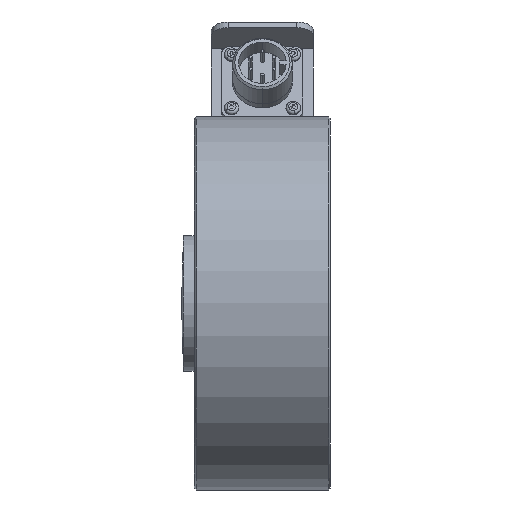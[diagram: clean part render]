
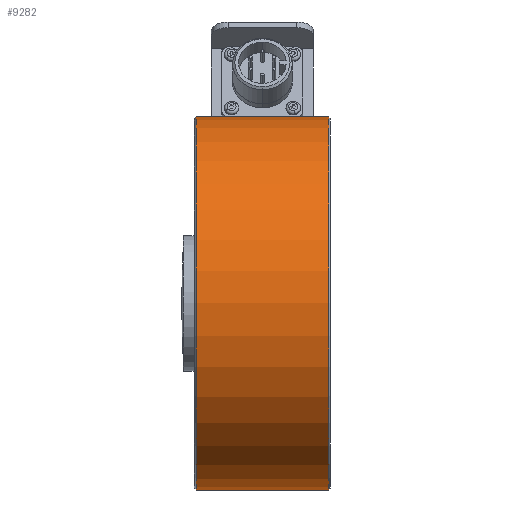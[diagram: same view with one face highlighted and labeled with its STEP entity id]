
A CAD part, left-side view. The second image highlights one B-rep face of the part: STEP entity #9282.
In plain terms, the highlighted cylindrical face has radius 69.596 mm (diameter 139.192 mm), a partial arc.
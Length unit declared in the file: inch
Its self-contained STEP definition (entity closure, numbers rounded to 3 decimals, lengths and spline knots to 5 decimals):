
#269 = DIRECTION ( 'NONE',  ( 0., 1., 0. ) ) ;
#305 = CIRCLE ( 'NONE', #8489, 2.74 ) ;
#370 = DIRECTION ( 'NONE',  ( 0., -1., 0. ) ) ;
#735 = EDGE_CURVE ( 'NONE', #5682, #7720, #3232, .T. ) ;
#1051 = CYLINDRICAL_SURFACE ( 'NONE', #2211, 2.74 ) ;
#1248 = CARTESIAN_POINT ( 'NONE',  ( 0., 1.975, 2.74 ) ) ;
#2211 = AXIS2_PLACEMENT_3D ( 'NONE', #6119, #2671, #6159 ) ;
#2565 = VECTOR ( 'NONE', #370, 39.37008 ) ;
#2671 = DIRECTION ( 'NONE',  ( 0., -1., 0. ) ) ;
#2761 = LINE ( 'NONE', #9204, #8771 ) ;
#2763 = VERTEX_POINT ( 'NONE', #3762 ) ;
#3177 = DIRECTION ( 'NONE',  ( 0., 0., 1. ) ) ;
#3232 = LINE ( 'NONE', #7513, #2565 ) ;
#3262 = CARTESIAN_POINT ( 'NONE',  ( 0., 0.025, 2.74 ) ) ;
#3302 = CARTESIAN_POINT ( 'NONE',  ( 0., 1.975, 0. ) ) ;
#3615 = AXIS2_PLACEMENT_3D ( 'NONE', #6760, #269, #3177 ) ;
#3760 = ORIENTED_EDGE ( 'NONE', *, *, #735, .F. ) ;
#3762 = CARTESIAN_POINT ( 'NONE',  ( 0., 1.975, -2.74 ) ) ;
#4446 = ORIENTED_EDGE ( 'NONE', *, *, #5846, .T. ) ;
#4690 = DIRECTION ( 'NONE',  ( 0., 0., 1. ) ) ;
#5173 = FACE_OUTER_BOUND ( 'NONE', #9261, .T. ) ;
#5231 = VERTEX_POINT ( 'NONE', #6130 ) ;
#5682 = VERTEX_POINT ( 'NONE', #1248 ) ;
#5846 = EDGE_CURVE ( 'NONE', #2763, #5231, #2761, .T. ) ;
#6119 = CARTESIAN_POINT ( 'NONE',  ( 0., 2.159, 0. ) ) ;
#6130 = CARTESIAN_POINT ( 'NONE',  ( 0., 0.025, -2.74 ) ) ;
#6155 = ORIENTED_EDGE ( 'NONE', *, *, #8109, .T. ) ;
#6159 = DIRECTION ( 'NONE',  ( 0., 0., -1. ) ) ;
#6343 = DIRECTION ( 'NONE',  ( 0., -1., 0. ) ) ;
#6609 = CIRCLE ( 'NONE', #3615, 2.74 ) ;
#6760 = CARTESIAN_POINT ( 'NONE',  ( 0., 0.025, 0. ) ) ;
#6892 = DIRECTION ( 'NONE',  ( 0., -1., 0. ) ) ;
#7513 = CARTESIAN_POINT ( 'NONE',  ( 0., 2.159, 2.74 ) ) ;
#7720 = VERTEX_POINT ( 'NONE', #3262 ) ;
#7759 = EDGE_CURVE ( 'NONE', #5682, #2763, #305, .T. ) ;
#8109 = EDGE_CURVE ( 'NONE', #5231, #7720, #6609, .T. ) ;
#8489 = AXIS2_PLACEMENT_3D ( 'NONE', #3302, #6892, #4690 ) ;
#8520 = ORIENTED_EDGE ( 'NONE', *, *, #7759, .T. ) ;
#8771 = VECTOR ( 'NONE', #6343, 39.37008 ) ;
#9204 = CARTESIAN_POINT ( 'NONE',  ( 0., 2.159, -2.74 ) ) ;
#9261 = EDGE_LOOP ( 'NONE', ( #3760, #8520, #4446, #6155 ) ) ;
#9282 = ADVANCED_FACE ( 'NONE', ( #5173 ), #1051, .T. ) ;
